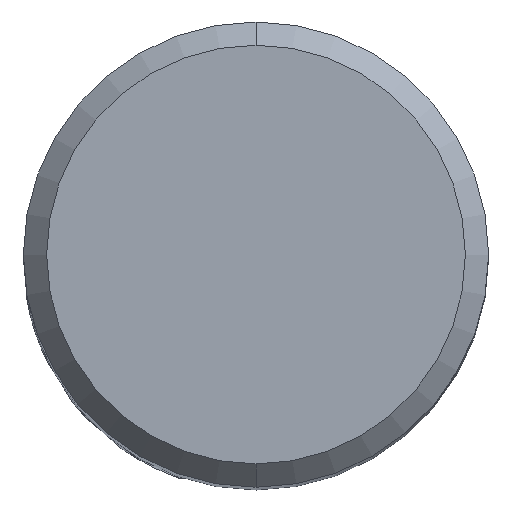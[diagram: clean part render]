
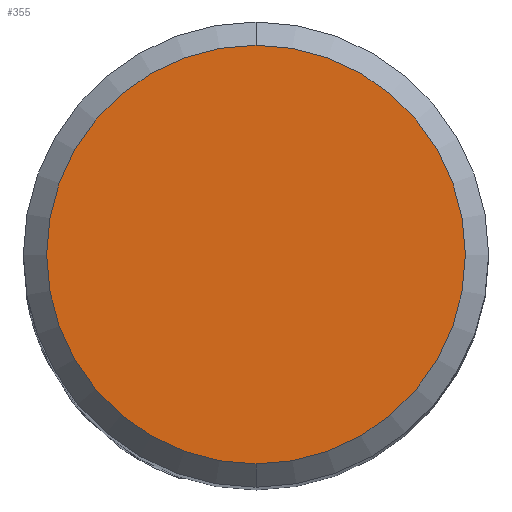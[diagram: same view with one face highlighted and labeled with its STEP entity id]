
A CAD part, top view. The second image highlights one B-rep face of the part: STEP entity #355.
In plain terms, the highlighted planar face has unit normal (0, 0, 1).
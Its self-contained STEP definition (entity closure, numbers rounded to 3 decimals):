
#355=ADVANCED_FACE('',(#999),#1000,.T.);
#441=VERTEX_POINT('',#1093);
#669=EDGE_CURVE('',#731,#441,#1343,.T.);
#731=VERTEX_POINT('',#1408);
#799=EDGE_CURVE('',#441,#731,#1479,.T.);
#999=FACE_OUTER_BOUND('',#1695,.T.);
#1000=PLANE('',#1696);
#1093=CARTESIAN_POINT('',(0.,-7.2,0.0));
#1343=CIRCLE('',#3015,7.2);
#1408=CARTESIAN_POINT('',(0.0,7.2,0.0));
#1479=CIRCLE('',#3517,7.2);
#1695=EDGE_LOOP('',(#5074,#5075));
#1696=AXIS2_PLACEMENT_3D('',#5076,#5077,#5078);
#3015=AXIS2_PLACEMENT_3D('',#5428,#5429,#5430);
#3517=AXIS2_PLACEMENT_3D('',#5537,#5538,#5539);
#5074=ORIENTED_EDGE('',*,*,#669,.F.);
#5075=ORIENTED_EDGE('',*,*,#799,.F.);
#5076=CARTESIAN_POINT('',(0.0,3.6,0.0));
#5077=DIRECTION('',(-0.0,0.0,1.0));
#5078=DIRECTION('',(0.0,-1.0,0.0));
#5428=CARTESIAN_POINT('',(0.0,0.0,0.0));
#5429=DIRECTION('',(0.0,0.0,-1.0));
#5430=DIRECTION('',(0.0,1.0,0.0));
#5537=CARTESIAN_POINT('',(0.0,0.0,0.0));
#5538=DIRECTION('',(0.0,0.0,-1.0));
#5539=DIRECTION('',(0.0,1.0,0.0));
